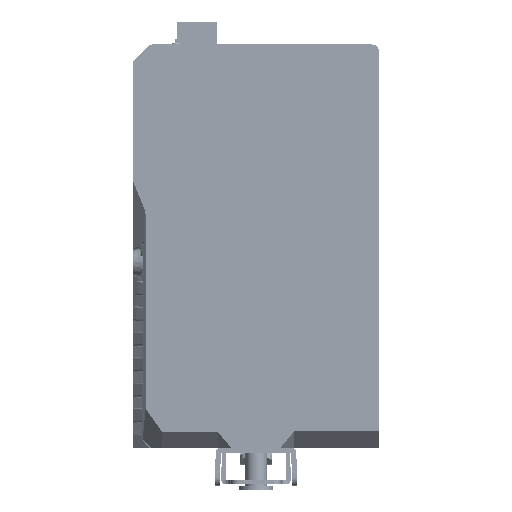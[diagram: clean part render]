
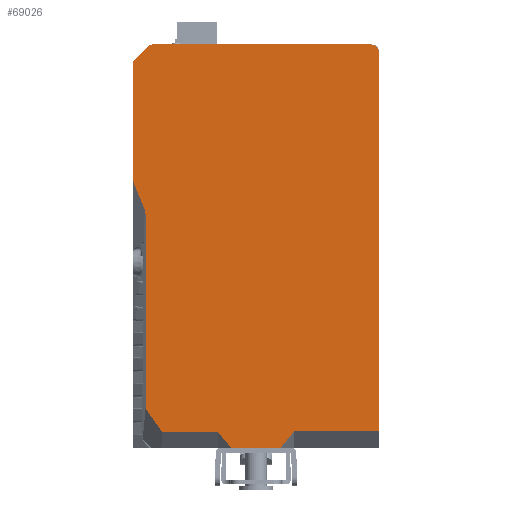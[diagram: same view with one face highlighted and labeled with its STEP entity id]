
A CAD part, front view. The second image highlights one B-rep face of the part: STEP entity #69026.
In plain terms, the highlighted planar face has unit normal (-0.009, -1, 0).
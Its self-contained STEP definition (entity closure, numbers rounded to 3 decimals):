
#20049=DIRECTION('',(-1.,0.009,0.));
#20050=VECTOR('',#20049,3.155);
#20051=CARTESIAN_POINT('',(16.8,-67.298,-47.5));
#20052=LINE('',#20051,#20050);
#32353=DIRECTION('',(0.,0.,-1.));
#32354=VECTOR('',#32353,89.);
#32355=CARTESIAN_POINT('',(40.,-67.5,45.5));
#32356=LINE('',#32355,#32354);
#32357=DIRECTION('',(1.,-0.009,0.009));
#32358=VECTOR('',#32357,20.002);
#32359=CARTESIAN_POINT('',(20.,-67.325,-43.675));
#32360=LINE('',#32359,#32358);
#32361=DIRECTION('',(0.642,-0.006,0.767));
#32362=VECTOR('',#32361,4.988);
#32363=CARTESIAN_POINT('',(16.8,-67.298,-47.5));
#32364=LINE('',#32363,#32362);
#32365=DIRECTION('',(1.,-0.009,0.));
#32366=VECTOR('',#32365,8.531);
#32367=CARTESIAN_POINT('',(5.114,-67.196,-47.5));
#32368=LINE('',#32367,#32366);
#32369=DIRECTION('',(0.647,-0.006,-0.762));
#32370=VECTOR('',#32369,4.812);
#32371=CARTESIAN_POINT('',(2.,-67.168,
-43.832));
#32372=LINE('',#32371,#32370);
#32373=DIRECTION('',(1.,-0.009,0.009));
#32374=VECTOR('',#32373,13.033);
#32375=CARTESIAN_POINT('',(-11.032,-67.055,
-43.945));
#32376=LINE('',#32375,#32374);
#32377=DIRECTION('',(0.582,-0.005,-0.813));
#32378=VECTOR('',#32377,6.897);
#32379=CARTESIAN_POINT('',(-15.043,-67.02,
-38.335));
#32380=LINE('',#32379,#32378);
#32381=CARTESIAN_POINT('',(-15.256,-67.018,
8.61));
#32382=CARTESIAN_POINT('',(-15.211,-67.018,8.501));
#32383=CARTESIAN_POINT('',(-15.134,-67.019,
8.272));
#32384=CARTESIAN_POINT('',(-15.06,-67.019,
7.895));
#32385=CARTESIAN_POINT('',(-15.043,-67.02,
7.628));
#32386=CARTESIAN_POINT('',(-15.043,-67.02,
7.491));
#32388=DIRECTION('',(0.379,-0.003,-0.925));
#32389=VECTOR('',#32388,7.238);
#32390=CARTESIAN_POINT('',(-18.,-66.994,15.308));
#32391=LINE('',#32390,#32389);
#32392=DIRECTION('',(0.,0.,-1.));
#32393=VECTOR('',#32392,27.57);
#32394=CARTESIAN_POINT('',(-18.,-66.994,42.879));
#32395=LINE('',#32394,#32393);
#32396=DIRECTION('',(-0.707,0.006,-0.707));
#32397=VECTOR('',#32396,4.414);
#32398=CARTESIAN_POINT('',(-14.439,-67.025,
47.061));
#32399=LINE('',#32398,#32397);
#32400=CARTESIAN_POINT('',(40.,-67.5,45.5));
#32401=CARTESIAN_POINT('',(40.,-67.5,45.833));
#32402=CARTESIAN_POINT('',(39.855,-67.499,
46.355));
#32403=CARTESIAN_POINT('',(39.444,-67.495,
46.944));
#32404=CARTESIAN_POINT('',(38.855,-67.49,
47.355));
#32405=CARTESIAN_POINT('',(38.333,-67.485,47.5));
#32406=CARTESIAN_POINT('',(38.,-67.483,47.5));
#32974=CARTESIAN_POINT('',(-17.561,-66.998,
43.939));
#32975=CARTESIAN_POINT('',(-17.854,-66.995,
43.646));
#32976=CARTESIAN_POINT('',(-18.,-66.994,43.293));
#32977=CARTESIAN_POINT('',(-18.,-66.994,42.879));
#32983=CARTESIAN_POINT('',(-13.379,-67.034,47.5));
#32984=CARTESIAN_POINT('',(-13.793,-67.031,47.5));
#32985=CARTESIAN_POINT('',(-14.146,-67.027,
47.354));
#32986=CARTESIAN_POINT('',(-14.439,-67.025,
47.061));
#33000=DIRECTION('',(1.,-0.009,0.));
#33001=VECTOR('',#33000,51.381);
#33002=CARTESIAN_POINT('',(-13.379,-67.034,47.5));
#33003=LINE('',#33002,#33001);
#33526=DIRECTION('',(0.,0.,-1.));
#33527=VECTOR('',#33526,45.826);
#33528=CARTESIAN_POINT('',(-15.043,-67.02,
7.491));
#33529=LINE('',#33528,#33527);
#42826=CARTESIAN_POINT('',(-18.,-66.994,42.879));
#42827=VERTEX_POINT('',#42826);
#42882=CARTESIAN_POINT('',(-18.,-66.994,15.308));
#42883=VERTEX_POINT('',#42882);
#42896=CARTESIAN_POINT('',(-17.561,-66.998,
43.939));
#42897=VERTEX_POINT('',#42896);
#42898=CARTESIAN_POINT('',(-14.439,-67.025,
47.061));
#42899=VERTEX_POINT('',#42898);
#42900=VERTEX_POINT('',#32983);
#42901=CARTESIAN_POINT('',(20.,-67.325,-43.675));
#42902=CARTESIAN_POINT('',(40.,-67.5,-43.5));
#42903=VERTEX_POINT('',#42901);
#42904=VERTEX_POINT('',#42902);
#42905=CARTESIAN_POINT('',(16.8,-67.298,-47.5));
#42906=VERTEX_POINT('',#42905);
#42907=CARTESIAN_POINT('',(-11.032,-67.055,
-43.945));
#42908=CARTESIAN_POINT('',(2.,-67.168,
-43.832));
#42909=VERTEX_POINT('',#42907);
#42910=VERTEX_POINT('',#42908);
#42911=CARTESIAN_POINT('',(-15.043,-67.02,
-38.335));
#42912=VERTEX_POINT('',#42911);
#42913=CARTESIAN_POINT('',(-15.043,-67.02,
7.491));
#42914=VERTEX_POINT('',#42913);
#42915=VERTEX_POINT('',#32381);
#42916=CARTESIAN_POINT('',(38.,-67.483,47.5));
#42917=VERTEX_POINT('',#42916);
#42918=VERTEX_POINT('',#32400);
#45319=CARTESIAN_POINT('',(5.114,-67.196,-47.5));
#45320=CARTESIAN_POINT('',(13.645,-67.27,-47.5));
#45321=VERTEX_POINT('',#45319);
#45322=VERTEX_POINT('',#45320);
#68987=CARTESIAN_POINT('',(11.,-67.247,0.));
#68988=DIRECTION('',(0.009,1.,0.));
#68989=DIRECTION('',(0.,0.,-1.));
#68990=AXIS2_PLACEMENT_3D('',#68987,#68988,#68989);
#68991=PLANE('',#68990);
#68992=ORIENTED_EDGE('',*,*,#68959,.T.);
#68994=ORIENTED_EDGE('',*,*,#68993,.F.);
#68996=ORIENTED_EDGE('',*,*,#68995,.F.);
#68997=ORIENTED_EDGE('',*,*,#46277,.T.);
#68999=ORIENTED_EDGE('',*,*,#68998,.F.);
#69001=ORIENTED_EDGE('',*,*,#69000,.F.);
#69003=ORIENTED_EDGE('',*,*,#69002,.F.);
#69005=ORIENTED_EDGE('',*,*,#69004,.F.);
#69007=ORIENTED_EDGE('',*,*,#69006,.F.);
#69009=ORIENTED_EDGE('',*,*,#69008,.F.);
#69011=ORIENTED_EDGE('',*,*,#69010,.F.);
#69013=ORIENTED_EDGE('',*,*,#69012,.F.);
#69015=ORIENTED_EDGE('',*,*,#69014,.F.);
#69017=ORIENTED_EDGE('',*,*,#69016,.F.);
#69019=ORIENTED_EDGE('',*,*,#69018,.F.);
#69021=ORIENTED_EDGE('',*,*,#69020,.T.);
#69023=ORIENTED_EDGE('',*,*,#69022,.F.);
#69024=EDGE_LOOP('',(#68992,#68994,#68996,#68997,#68999,#69001,#69003,#69005,
#69007,#69009,#69011,#69013,#69015,#69017,#69019,#69021,#69023));
#69025=FACE_OUTER_BOUND('',#69024,.F.);
#32387=B_SPLINE_CURVE_WITH_KNOTS('',3,(#32381,#32382,#32383,#32384,#32385,
#32386),.UNSPECIFIED.,.F.,.F.,(4,1,1,4),(0.,0.333,
0.667,1.),.UNSPECIFIED.);
#32407=B_SPLINE_CURVE_WITH_KNOTS('',3,(#32400,#32401,#32402,#32403,#32404,
#32405,#32406),.UNSPECIFIED.,.F.,.F.,(4,1,1,1,4),(0.,0.25,0.5,0.75,
1.),.UNSPECIFIED.);
#32978=B_SPLINE_CURVE_WITH_KNOTS('',3,(#32974,#32975,#32976,#32977),
.UNSPECIFIED.,.F.,.F.,(4,4),(0.,1.),.UNSPECIFIED.);
#32987=B_SPLINE_CURVE_WITH_KNOTS('',3,(#32983,#32984,#32985,#32986),
.UNSPECIFIED.,.F.,.F.,(4,4),(0.,1.),.UNSPECIFIED.);
#46277=EDGE_CURVE('',#42906,#45322,#20052,.T.);
#68959=EDGE_CURVE('',#42918,#42904,#32356,.T.);
#68993=EDGE_CURVE('',#42903,#42904,#32360,.T.);
#68995=EDGE_CURVE('',#42906,#42903,#32364,.T.);
#68998=EDGE_CURVE('',#45321,#45322,#32368,.T.);
#69000=EDGE_CURVE('',#42910,#45321,#32372,.T.);
#69002=EDGE_CURVE('',#42909,#42910,#32376,.T.);
#69004=EDGE_CURVE('',#42912,#42909,#32380,.T.);
#69006=EDGE_CURVE('',#42914,#42912,#33529,.T.);
#69008=EDGE_CURVE('',#42915,#42914,#32387,.T.);
#69010=EDGE_CURVE('',#42883,#42915,#32391,.T.);
#69012=EDGE_CURVE('',#42827,#42883,#32395,.T.);
#69014=EDGE_CURVE('',#42897,#42827,#32978,.T.);
#69016=EDGE_CURVE('',#42899,#42897,#32399,.T.);
#69018=EDGE_CURVE('',#42900,#42899,#32987,.T.);
#69020=EDGE_CURVE('',#42900,#42917,#33003,.T.);
#69022=EDGE_CURVE('',#42918,#42917,#32407,.T.);
#69026=ADVANCED_FACE('',(#69025),#68991,.F.);
